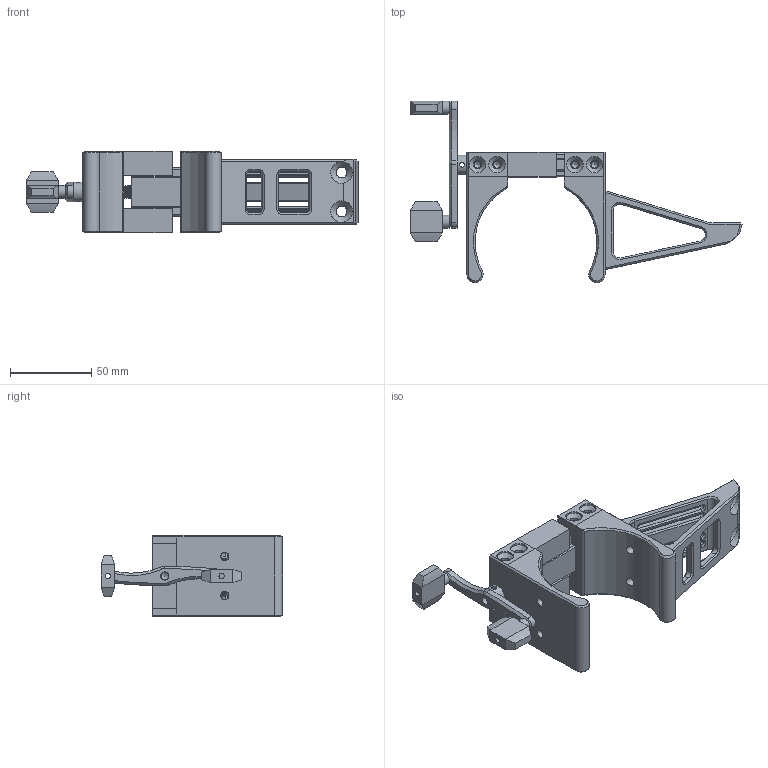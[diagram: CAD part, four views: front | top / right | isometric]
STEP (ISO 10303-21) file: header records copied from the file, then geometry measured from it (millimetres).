
FILE_DESCRIPTION(('FreeCAD Model'),'2;1');
FILE_NAME('Open CASCADE Shape Model','2024-12-24T14:08:07',(''),(''), 'Open CASCADE STEP processor 7.6','FreeCAD','Unknown');
FILE_SCHEMA(('AUTOMOTIVE_DESIGN { 1 0 10303 214 1 1 1 1 }'));
Length unit declared in the file: millimetre
Products named in the file (15): Part018; arrow-variant-3; base_outter; base_inner; screw_with_hole; screw_m8; arrow-variant-004; arc003; arc_v007; arc_v008; handle006; handle-pt1; handle-pt2; handle-pt003; mount
Assembly tree (14 placements, depth 4):
  Part018
    arrow-variant-3
      base_outter
      base_inner
      screw_with_hole
        screw_m8
    arrow-variant-004
      arc003
        arc_v007
        arc_v008
    handle006
      handle-pt1
      handle-pt2
      handle-pt003
    mount
Bounding box: 204.28 x 111.5 x 50 mm (x, y, z)
Volume: 168131.4 mm3; surface area: 66107.1 mm2
Topology: 9 solids, 9 shells, 568 faces, 1330 edges, 776 vertices
Faces by surface type: plane 205, bspline 147, cylinder 136, cone 80
Full cylindrical faces by diameter (mm): 3 x2, 3.3 x2, 3.736 x1, 4 x2, 4.2 x8, 5 x5, 5.5 x8, 6.6 x4, 6.8 x1, 8 x39, 9 x2, 10.1 x8, 12 x1, 13.4 x4
Entity records: 32530 total; most frequent: CARTESIAN_POINT 20497, ORIENTED_EDGE 2642, DIRECTION 2028, EDGE_CURVE 1321, VERTEX_POINT 776, AXIS2_PLACEMENT_3D 683, LINE 662, VECTOR 662
